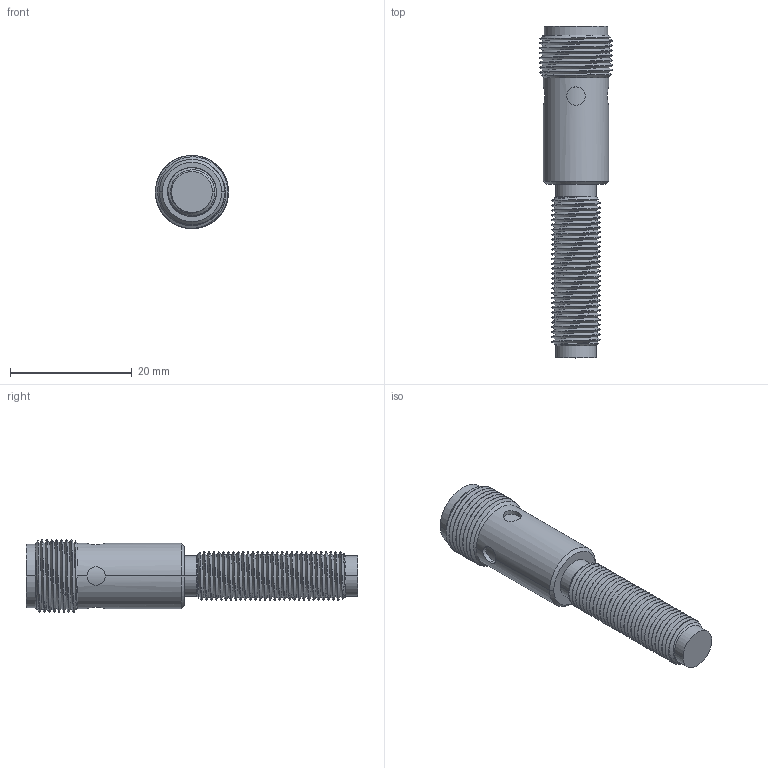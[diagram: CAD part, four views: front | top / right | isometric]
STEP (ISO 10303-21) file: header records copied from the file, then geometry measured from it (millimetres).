
FILE_DESCRIPTION((''),'2;1');
FILE_NAME('ECS1-0802X-XRS4','2017-01-09T',('Administrator'),(''),'PRO/ENGINEER BY PARAMETRIC TECHNOLOGY CORPORATION, 2007170','PRO/ENGINEER BY PARAMETRIC TECHNOLOGY CORPORATION, 2007170','');
FILE_SCHEMA(('CONFIG_CONTROL_DESIGN'));
Length unit declared in the file: millimetre
Products named in the file (1): ECS1-0802X-XRS4
Bounding box: 12 x 54.5 x 12 mm (x, y, z)
Volume: 3129.6 mm3; surface area: 2811.9 mm2
Topology: 1 solids, 1 shells, 156 faces, 451 edges, 298 vertices
Faces by surface type: cylinder 105, bspline 24, cone 10, plane 8, sphere 8, torus 1
Entity records: 13155 total; most frequent: CARTESIAN_POINT 9484, ORIENTED_EDGE 886, DIRECTION 564, EDGE_CURVE 443, VERTEX_POINT 298, B_SPLINE_CURVE_WITH_KNOTS 226, AXIS2_PLACEMENT_3D 215, EDGE_LOOP 165
